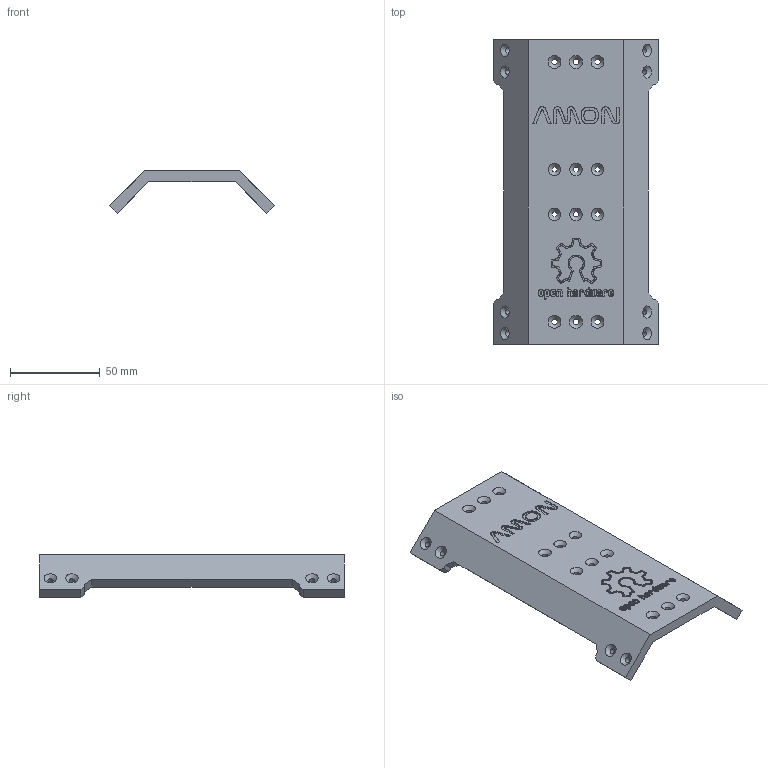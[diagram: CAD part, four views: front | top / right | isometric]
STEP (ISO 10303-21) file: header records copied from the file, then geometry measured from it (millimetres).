
FILE_DESCRIPTION(/* description */ (''),/* implementation_level */ '2;1');
FILE_NAME(/* name */ 'Side_frame_Logo v3.step',/* time_stamp */ '2022-12-16T15:45:39+01:00',/* author */ (''),/* organization */ (''),/* preprocessor_version */ 'ST-DEVELOPER v19.2',/* originating_system */ 'Autodesk Translation Framework v11.17.0.187',/* authorisation */ '');
FILE_SCHEMA (('AUTOMOTIVE_DESIGN { 1 0 10303 214 3 1 1 }'));
Products named in the file (1): Side_frame_Logo
Bounding box: 91.94 x 170 x 23.68 mm (x, y, z)
Volume: 92010.8 mm3; surface area: 35985.7 mm2
Topology: 1 solids, 1 shells, 1584 faces, 4648 edges, 3092 vertices
Faces by surface type: cylinder 1427, plane 137, cone 20
Full cylindrical faces by diameter (mm): 3 x14, 3.2 x6
Entity records: 54439 total; most frequent: DIRECTION 10692, CARTESIAN_POINT 9325, ORIENTED_EDGE 9296, EDGE_CURVE 4648, AXIS2_PLACEMENT_3D 4459, VERTEX_POINT 3092, CIRCLE 2874, LINE 1774
